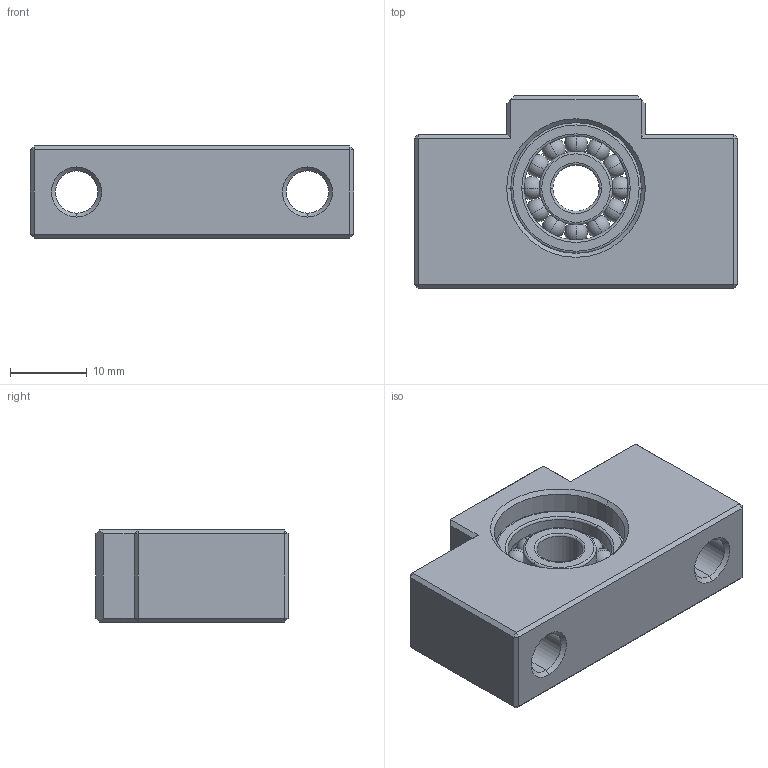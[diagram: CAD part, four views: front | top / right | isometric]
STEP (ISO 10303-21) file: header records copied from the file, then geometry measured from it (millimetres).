
FILE_DESCRIPTION(/* description */ ('Alibre Inc.'),/* implementation_level */ '2;1');
FILE_NAME(/* name */ 'export-C100AA31-8C49-4ED8-A824-BBC4756F7F68',/* time_stamp */ '2024-06-22T14:22:33+02:00',/* author */ (''),/* organization */ (''),/* preprocessor_version */ 'ST-DEVELOPER v17',/* originating_system */ 'Alibre',/* authorisation */ '');
FILE_SCHEMA (('AUTOMOTIVE_DESIGN'));
Length unit declared in the file: millimetre
Products named in the file (1): EF06²Õ¦X¥ó
Bounding box: 42 x 25 x 12 mm (x, y, z)
Volume: 169.6 mm3; surface area: 5353 mm2
Topology: 12 solids, 15 shells, 120 faces, 292 edges, 178 vertices
Faces by surface type: plane 44, sphere 24, torus 20, cylinder 20, cone 12
Entity records: 3281 total; most frequent: DIRECTION 570, CARTESIAN_POINT 552, ORIENTED_EDGE 520, EDGE_CURVE 268, AXIS2_PLACEMENT_3D 260, VERTEX_POINT 178, CIRCLE 140, EDGE_LOOP 130
